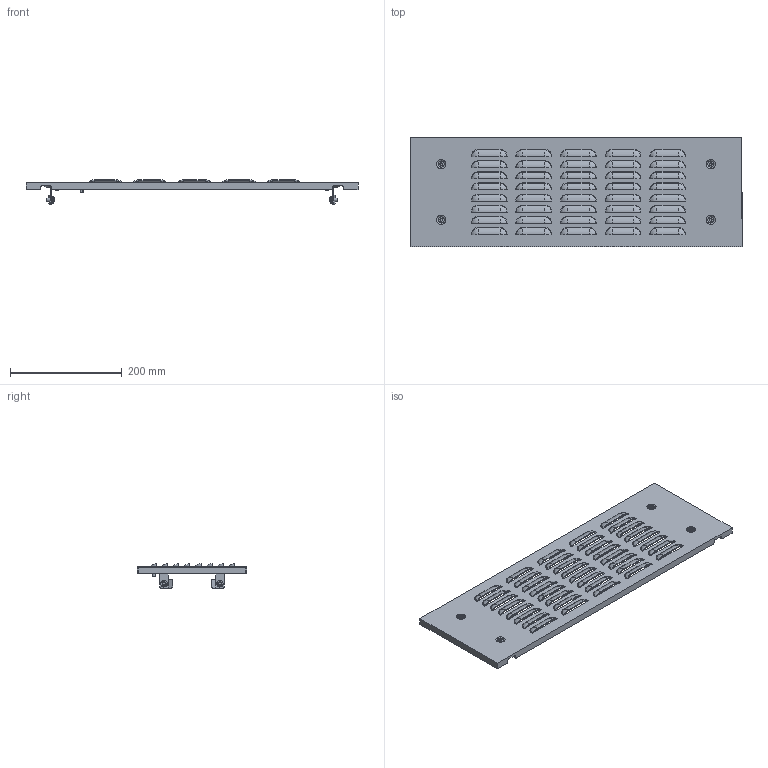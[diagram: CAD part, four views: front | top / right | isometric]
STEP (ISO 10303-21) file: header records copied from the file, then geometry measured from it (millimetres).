
FILE_DESCRIPTION (( 'STEP AP203' ), '1' );
FILE_NAME ('FO-00-PWSV-020-060 FORMAT Ôàëüø-ïàíåëü âíåøíÿÿ ãëóõàÿ 200õ600 IEK.STEP', '2025-01-20T14:11:25', ( '' ), ( '' ), 'SwSTEP 2.0', 'SolidWorks 2022', '' );
FILE_SCHEMA (( 'CONFIG_CONTROL_DESIGN' ));
Length unit declared in the file: millimetre
Products named in the file (1): FO-00-PWSV-020-060 FORMAT Фальш-панель внешняя глухая 200х600 IEK
Bounding box: 595 x 196 x 43.5 mm (x, y, z)
Volume: 362933.8 mm3; surface area: 308588 mm2
Topology: 1 solids, 10 shells, 1430 faces, 3600 edges, 2209 vertices
Faces by surface type: plane 553, cylinder 459, torus 196, sphere 160, cone 62
Entity records: 43451 total; most frequent: DIRECTION 8282, CARTESIAN_POINT 7486, ORIENTED_EDGE 7196, EDGE_CURVE 3598, AXIS2_PLACEMENT_3D 3285, VERTEX_POINT 2209, CIRCLE 1854, LINE 1712
